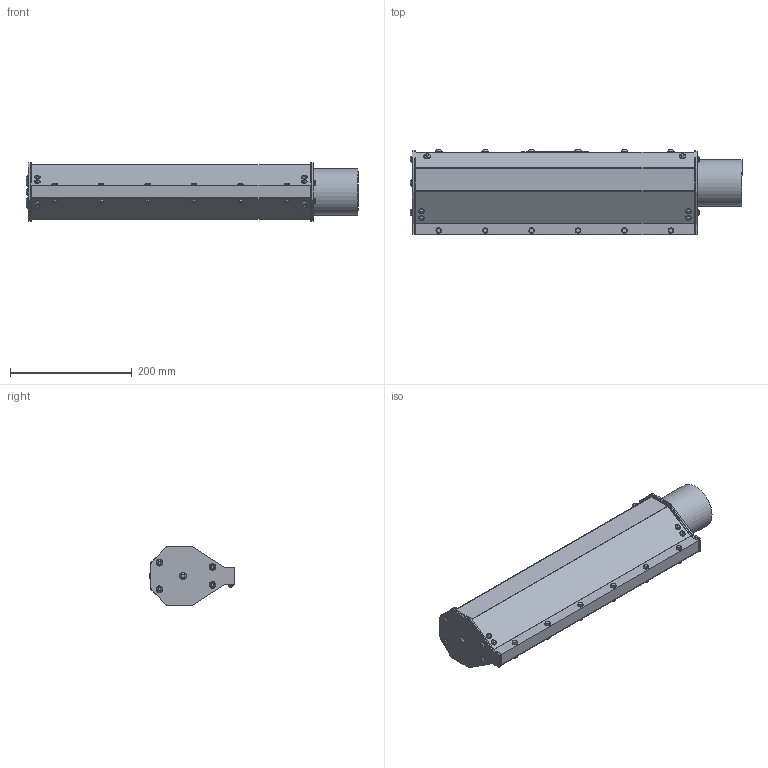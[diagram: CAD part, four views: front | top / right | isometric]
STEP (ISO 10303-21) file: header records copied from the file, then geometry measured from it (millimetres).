
FILE_DESCRIPTION(/* description */ (''),/* implementation_level */ '2;1');
FILE_NAME(/* name */ 'MAP1xxxxxx018 DUMMY.stp',/* time_stamp */ '2018-01-30T11:50:40-05:00',/* author */ ('James'),/* organization */ (''),/* preprocessor_version */ 'ST-DEVELOPER v16.5',/* originating_system */ 'Autodesk Inventor 2017',/* authorisation */ '');
FILE_SCHEMA (('AUTOMOTIVE_DESIGN { 1 0 10303 214 3 1 1 }'));
Length unit declared in the file: inch
Products named in the file (1): MAP1xxxxxx018 DUMMY
Bounding box: 544.83 x 139.7 x 96.52 mm (x, y, z)
Volume: 4245977.6 mm3; surface area: 216663.2 mm2
Topology: 1 solids, 1 shells, 500 faces, 1093 edges, 708 vertices
Faces by surface type: plane 230, cone 114, cylinder 111, sphere 27, bspline 12, torus 6
Full cylindrical faces by diameter (mm): 7.6 x8, 9 x20, 9.5 x12, 10.5 x7, 11 x19, 76.2 x1
Entity records: 26875 total; most frequent: CARTESIAN_POINT 16536, DIRECTION 2060, ORIENTED_EDGE 1950, EDGE_CURVE 975, AXIS2_PLACEMENT_3D 860, EDGE_LOOP 692, VERTEX_POINT 669, FACE_OUTER_BOUND 500
